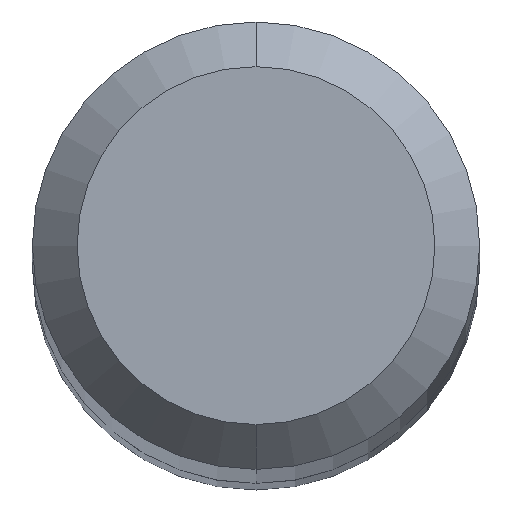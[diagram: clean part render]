
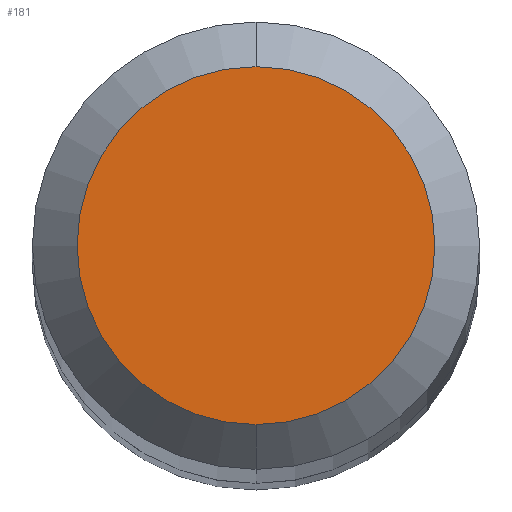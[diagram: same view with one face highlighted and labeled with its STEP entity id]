
A CAD part, top view. The second image highlights one B-rep face of the part: STEP entity #181.
In plain terms, the highlighted planar face has unit normal (0, 0, 1).
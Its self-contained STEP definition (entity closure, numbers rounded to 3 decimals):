
#163=EDGE_CURVE('',#251,#315,#438,.T.);
#181=ADVANCED_FACE('',(#458),#459,.T.);
#251=VERTEX_POINT('',#536);
#315=VERTEX_POINT('',#604);
#349=EDGE_CURVE('',#315,#251,#643,.T.);
#438=CIRCLE('',#732,1.2);
#458=FACE_OUTER_BOUND('',#755,.T.);
#459=PLANE('',#756);
#536=CARTESIAN_POINT('',(0.0,1.2,0.0));
#604=CARTESIAN_POINT('',(0.,-1.2,0.0));
#643=CIRCLE('',#1169,1.2);
#732=AXIS2_PLACEMENT_3D('',#1313,#1314,#1315);
#755=EDGE_LOOP('',(#1337,#1338));
#756=AXIS2_PLACEMENT_3D('',#1339,#1340,#1341);
#1169=AXIS2_PLACEMENT_3D('',#1550,#1551,#1552);
#1313=CARTESIAN_POINT('',(0.0,0.0,0.0));
#1314=DIRECTION('',(0.0,0.0,-1.0));
#1315=DIRECTION('',(0.0,1.0,0.0));
#1337=ORIENTED_EDGE('',*,*,#163,.F.);
#1338=ORIENTED_EDGE('',*,*,#349,.F.);
#1339=CARTESIAN_POINT('',(0.0,0.6,0.0));
#1340=DIRECTION('',(-0.0,0.0,1.0));
#1341=DIRECTION('',(0.0,-1.0,0.0));
#1550=CARTESIAN_POINT('',(0.0,0.0,0.0));
#1551=DIRECTION('',(0.0,0.0,-1.0));
#1552=DIRECTION('',(0.0,1.0,0.0));
